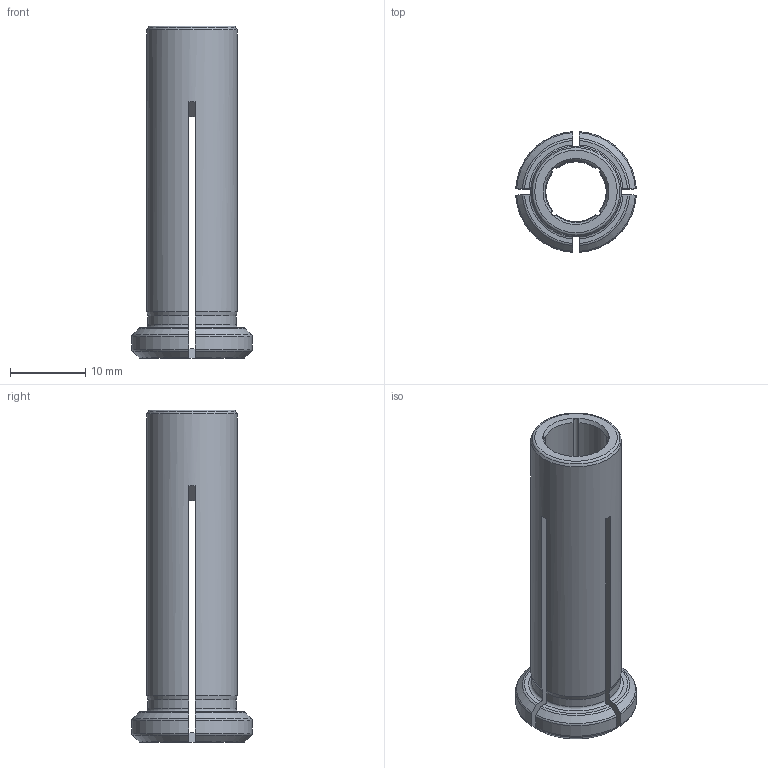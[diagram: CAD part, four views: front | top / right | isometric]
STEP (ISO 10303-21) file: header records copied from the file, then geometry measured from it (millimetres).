
FILE_DESCRIPTION(/* description */ (''),/* implementation_level */ '2;1');
FILE_NAME(/* name */ '191208002.stp',/* time_stamp */ '2021-09-17T10:44:59',/* author */ ('LRA'),/* organization */ ('REGO-FIX'),/* preprocessor_version */ ' Unknown',/* originating_system */ 'SIEMENS PLM Software Solid Edge ST10',/* authorization */ 'Unknown');
FILE_SCHEMA (('AUTOMOTIVE_DESIGN { 1 0 10303 214 2 1 1}'));
Length unit declared in the file: millimetre
Products named in the file (1): NOCUT
Bounding box: 15.98 x 15.98 x 44 mm (x, y, z)
Volume: 2763.1 mm3; surface area: 3491.9 mm2
Topology: 1 solids, 1 shells, 85 faces, 260 edges, 173 vertices
Faces by surface type: plane 22, cylinder 21, cone 21, torus 21
Full cylindrical faces by diameter (mm): 12 x1
Entity records: 3056 total; most frequent: CARTESIAN_POINT 763, ORIENTED_EDGE 510, DIRECTION 444, EDGE_CURVE 255, AXIS2_PLACEMENT_3D 180, VERTEX_POINT 171, EDGE_LOOP 94, FACE_BOUND 94
